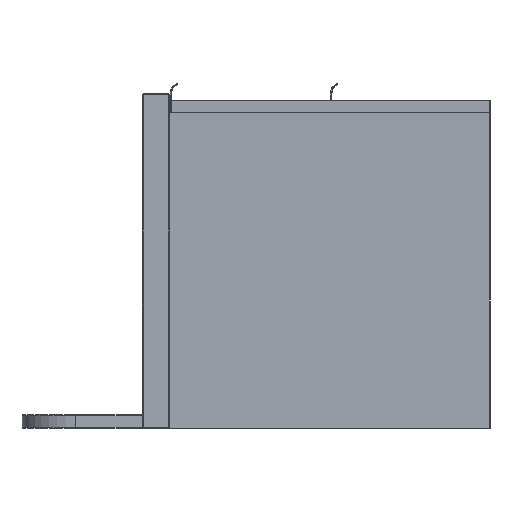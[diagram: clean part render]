
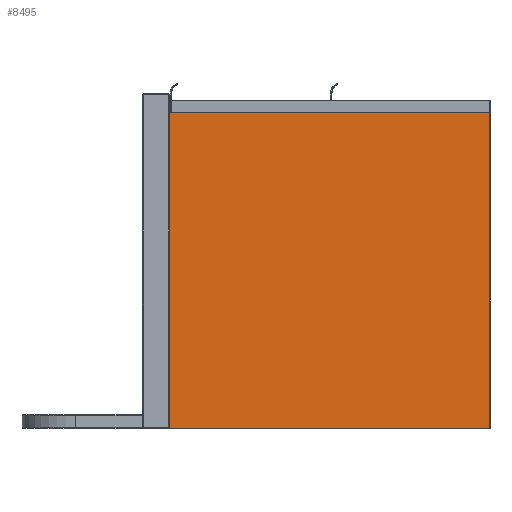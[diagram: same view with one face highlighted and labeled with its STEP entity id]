
A CAD part, left-side view. The second image highlights one B-rep face of the part: STEP entity #8495.
In plain terms, the highlighted planar face has unit normal (-1, 0, 0).
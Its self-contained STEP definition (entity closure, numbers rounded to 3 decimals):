
#143 = LINE ( 'NONE', #12613, #13706 ) ;
#182 = CARTESIAN_POINT ( 'NONE',  ( -667.5, 240., 472. ) ) ;
#356 = LINE ( 'NONE', #12354, #5124 ) ;
#520 = DIRECTION ( 'NONE',  ( 0., -1., 0. ) ) ;
#863 = EDGE_CURVE ( 'NONE', #8339, #14937, #143, .T. ) ;
#2234 = VERTEX_POINT ( 'NONE', #11077 ) ;
#2503 = DIRECTION ( 'NONE',  ( 0., 0., -1. ) ) ;
#2745 = ORIENTED_EDGE ( 'NONE', *, *, #11568, .T. ) ;
#3028 = EDGE_LOOP ( 'NONE', ( #4585, #7749, #13665, #2745 ) ) ;
#3106 = CARTESIAN_POINT ( 'NONE',  ( -667.5, 240., 472. ) ) ;
#3563 = VERTEX_POINT ( 'NONE', #3106 ) ;
#3632 = VECTOR ( 'NONE', #4971, 1000. ) ;
#3838 = LINE ( 'NONE', #8756, #9587 ) ;
#4164 = PLANE ( 'NONE',  #6363 ) ;
#4585 = ORIENTED_EDGE ( 'NONE', *, *, #13164, .T. ) ;
#4971 = DIRECTION ( 'NONE',  ( 0., -1., 0. ) ) ;
#5124 = VECTOR ( 'NONE', #520, 1000. ) ;
#5329 = DIRECTION ( 'NONE',  ( 1., 0., 0. ) ) ;
#5966 = CARTESIAN_POINT ( 'NONE',  ( -667.5, -240., 472. ) ) ;
#6213 = CARTESIAN_POINT ( 'NONE',  ( -667.5, -240., 0. ) ) ;
#6363 = AXIS2_PLACEMENT_3D ( 'NONE', #6424, #5329, #8701 ) ;
#6424 = CARTESIAN_POINT ( 'NONE',  ( -667.5, 240., 472. ) ) ;
#7308 = LINE ( 'NONE', #182, #3632 ) ;
#7749 = ORIENTED_EDGE ( 'NONE', *, *, #863, .F. ) ;
#8009 = EDGE_CURVE ( 'NONE', #3563, #8339, #7308, .T. ) ;
#8339 = VERTEX_POINT ( 'NONE', #5966 ) ;
#8495 = ADVANCED_FACE ( 'NONE', ( #8932 ), #4164, .F. ) ;
#8701 = DIRECTION ( 'NONE',  ( 0., 1., 0. ) ) ;
#8756 = CARTESIAN_POINT ( 'NONE',  ( -667.5, 240., 472. ) ) ;
#8932 = FACE_OUTER_BOUND ( 'NONE', #3028, .T. ) ;
#9587 = VECTOR ( 'NONE', #2503, 1000. ) ;
#11077 = CARTESIAN_POINT ( 'NONE',  ( -667.5, 240., 0. ) ) ;
#11345 = DIRECTION ( 'NONE',  ( 0., 0., -1. ) ) ;
#11568 = EDGE_CURVE ( 'NONE', #3563, #2234, #3838, .T. ) ;
#12354 = CARTESIAN_POINT ( 'NONE',  ( -667.5, 240., 0. ) ) ;
#12613 = CARTESIAN_POINT ( 'NONE',  ( -667.5, -240., 472. ) ) ;
#13164 = EDGE_CURVE ( 'NONE', #2234, #14937, #356, .T. ) ;
#13665 = ORIENTED_EDGE ( 'NONE', *, *, #8009, .F. ) ;
#13706 = VECTOR ( 'NONE', #11345, 1000. ) ;
#14937 = VERTEX_POINT ( 'NONE', #6213 ) ;
